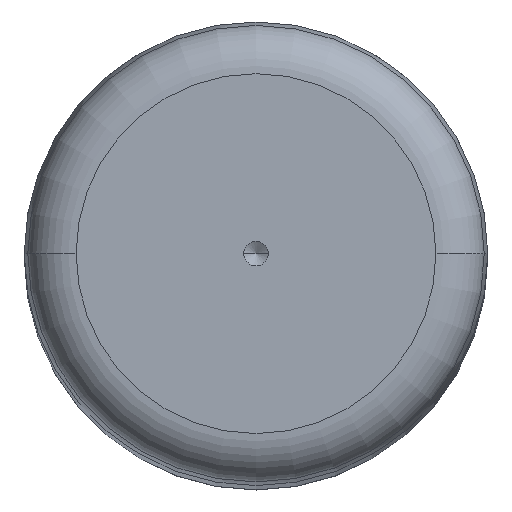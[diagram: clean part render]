
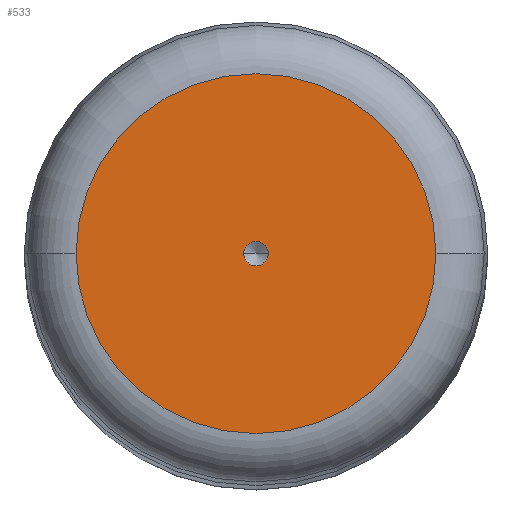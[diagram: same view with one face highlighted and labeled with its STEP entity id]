
A CAD part, top view. The second image highlights one B-rep face of the part: STEP entity #533.
In plain terms, the highlighted planar face has unit normal (0, 0, 1).
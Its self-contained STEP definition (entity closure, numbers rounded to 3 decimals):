
#5 = ORIENTED_EDGE ( 'NONE', *, *, #168, .F. ) ;
#12 = DIRECTION ( 'NONE',  ( 1., 0., 0. ) ) ;
#16 = CARTESIAN_POINT ( 'NONE',  ( 14.75, 0., 220. ) ) ;
#20 = DIRECTION ( 'NONE',  ( 0., 0., 1. ) ) ;
#29 = DIRECTION ( 'NONE',  ( 0., 0., 1. ) ) ;
#34 = FACE_BOUND ( 'NONE', #46, .T. ) ;
#46 = EDGE_LOOP ( 'NONE', ( #618, #5 ) ) ;
#56 = CIRCLE ( 'NONE', #193, 1. ) ;
#95 = FACE_OUTER_BOUND ( 'NONE', #272, .T. ) ;
#115 = CARTESIAN_POINT ( 'NONE',  ( 0., 0., 220. ) ) ;
#121 = DIRECTION ( 'NONE',  ( 1., 0., 0. ) ) ;
#139 = EDGE_CURVE ( 'NONE', #255, #261, #505, .T. ) ;
#148 = CARTESIAN_POINT ( 'NONE',  ( 0., 0., 220. ) ) ;
#162 = VERTEX_POINT ( 'NONE', #326 ) ;
#165 = AXIS2_PLACEMENT_3D ( 'NONE', #148, #646, #648 ) ;
#168 = EDGE_CURVE ( 'NONE', #162, #174, #56, .T. ) ;
#174 = VERTEX_POINT ( 'NONE', #330 ) ;
#179 = CARTESIAN_POINT ( 'NONE',  ( 0., 0., 220. ) ) ;
#193 = AXIS2_PLACEMENT_3D ( 'NONE', #392, #279, #12 ) ;
#226 = EDGE_CURVE ( 'NONE', #261, #255, #280, .T. ) ;
#255 = VERTEX_POINT ( 'NONE', #632 ) ;
#261 = VERTEX_POINT ( 'NONE', #16 ) ;
#272 = EDGE_LOOP ( 'NONE', ( #671, #627 ) ) ;
#276 = DIRECTION ( 'NONE',  ( 0., 0., 1. ) ) ;
#279 = DIRECTION ( 'NONE',  ( 0., 0., 1. ) ) ;
#280 = CIRCLE ( 'NONE', #626, 14.75 ) ;
#282 = EDGE_CURVE ( 'NONE', #174, #162, #564, .T. ) ;
#311 = AXIS2_PLACEMENT_3D ( 'NONE', #499, #29, #655 ) ;
#326 = CARTESIAN_POINT ( 'NONE',  ( -1., 0., 220. ) ) ;
#330 = CARTESIAN_POINT ( 'NONE',  ( 1., 0., 220. ) ) ;
#339 = AXIS2_PLACEMENT_3D ( 'NONE', #179, #20, #340 ) ;
#340 = DIRECTION ( 'NONE',  ( 1., 0., 0. ) ) ;
#392 = CARTESIAN_POINT ( 'NONE',  ( 0., 0., 220. ) ) ;
#499 = CARTESIAN_POINT ( 'NONE',  ( 0., 0., 220. ) ) ;
#505 = CIRCLE ( 'NONE', #165, 14.75 ) ;
#533 = ADVANCED_FACE ( 'NONE', ( #34, #95 ), #604, .T. ) ;
#564 = CIRCLE ( 'NONE', #339, 1. ) ;
#604 = PLANE ( 'NONE',  #311 ) ;
#618 = ORIENTED_EDGE ( 'NONE', *, *, #282, .F. ) ;
#626 = AXIS2_PLACEMENT_3D ( 'NONE', #115, #276, #121 ) ;
#627 = ORIENTED_EDGE ( 'NONE', *, *, #139, .T. ) ;
#632 = CARTESIAN_POINT ( 'NONE',  ( -14.75, 0., 220. ) ) ;
#646 = DIRECTION ( 'NONE',  ( 0., 0., 1. ) ) ;
#648 = DIRECTION ( 'NONE',  ( 1., 0., 0. ) ) ;
#655 = DIRECTION ( 'NONE',  ( 1., 0., 0. ) ) ;
#671 = ORIENTED_EDGE ( 'NONE', *, *, #226, .T. ) ;
